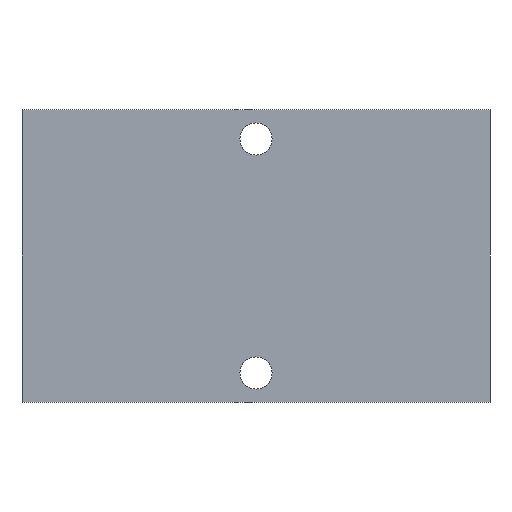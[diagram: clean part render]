
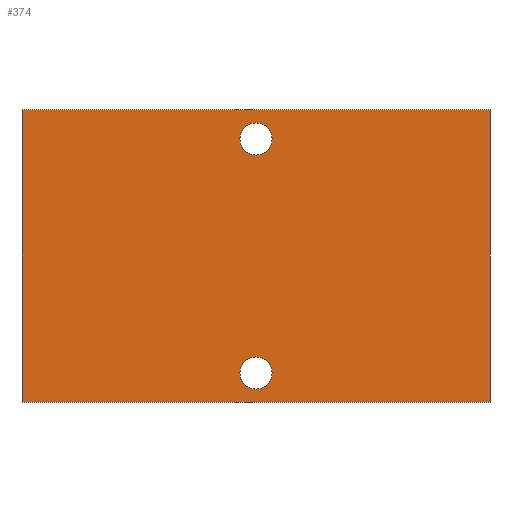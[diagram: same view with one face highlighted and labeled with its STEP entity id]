
A CAD part, front view. The second image highlights one B-rep face of the part: STEP entity #374.
In plain terms, the highlighted planar face has unit normal (0, -1, 0).
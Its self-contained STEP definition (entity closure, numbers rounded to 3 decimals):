
#18=FACE_BOUND('',#78,.T.);
#19=FACE_BOUND('',#79,.T.);
#36=PLANE('',#420);
#54=FACE_OUTER_BOUND('',#77,.T.);
#77=EDGE_LOOP('',(#309,#310,#311,#312));
#78=EDGE_LOOP('',(#313));
#79=EDGE_LOOP('',(#314));
#114=LINE('',#597,#146);
#116=LINE('',#601,#148);
#118=LINE('',#605,#150);
#120=LINE('',#608,#152);
#146=VECTOR('',#490,10.);
#148=VECTOR('',#494,10.);
#150=VECTOR('',#498,10.);
#152=VECTOR('',#502,10.);
#171=CIRCLE('',#410,2.75);
#173=CIRCLE('',#413,2.75);
#187=VERTEX_POINT('',#565);
#189=VERTEX_POINT('',#571);
#199=VERTEX_POINT('',#594);
#200=VERTEX_POINT('',#596);
#201=VERTEX_POINT('',#600);
#202=VERTEX_POINT('',#604);
#223=EDGE_CURVE('',#187,#187,#171,.T.);
#226=EDGE_CURVE('',#189,#189,#173,.T.);
#238=EDGE_CURVE('',#200,#199,#114,.T.);
#240=EDGE_CURVE('',#201,#200,#116,.T.);
#242=EDGE_CURVE('',#202,#201,#118,.T.);
#244=EDGE_CURVE('',#199,#202,#120,.T.);
#309=ORIENTED_EDGE('',*,*,#244,.T.);
#310=ORIENTED_EDGE('',*,*,#242,.T.);
#311=ORIENTED_EDGE('',*,*,#240,.T.);
#312=ORIENTED_EDGE('',*,*,#238,.T.);
#313=ORIENTED_EDGE('',*,*,#223,.T.);
#314=ORIENTED_EDGE('',*,*,#226,.T.);
#374=ADVANCED_FACE('',(#54,#18,#19),#36,.T.);
#410=AXIS2_PLACEMENT_3D('',#566,#465,#466);
#413=AXIS2_PLACEMENT_3D('',#572,#472,#473);
#420=AXIS2_PLACEMENT_3D('',#609,#503,#504);
#465=DIRECTION('center_axis',(0.,1.,0.));
#466=DIRECTION('ref_axis',(1.,0.,0.));
#472=DIRECTION('center_axis',(0.,1.,0.));
#473=DIRECTION('ref_axis',(1.,0.,0.));
#490=DIRECTION('',(0.,0.,1.));
#494=DIRECTION('',(1.,0.,0.));
#498=DIRECTION('',(0.,0.,-1.));
#502=DIRECTION('',(-1.,0.,0.));
#503=DIRECTION('center_axis',(0.,-1.,0.));
#504=DIRECTION('ref_axis',(0.,0.,-1.));
#565=CARTESIAN_POINT('',(-2.75,-68.,27.));
#566=CARTESIAN_POINT('Origin',(0.,-68.,27.));
#571=CARTESIAN_POINT('',(-2.75,-68.,-13.));
#572=CARTESIAN_POINT('Origin',(0.,-68.,-13.));
#594=CARTESIAN_POINT('',(40.,-68.,32.));
#596=CARTESIAN_POINT('',(40.,-68.,-18.));
#597=CARTESIAN_POINT('',(40.,-68.,32.));
#600=CARTESIAN_POINT('',(-40.,-68.,-18.));
#601=CARTESIAN_POINT('',(40.,-68.,-18.));
#604=CARTESIAN_POINT('',(-40.,-68.,32.));
#605=CARTESIAN_POINT('',(-40.,-68.,-18.));
#608=CARTESIAN_POINT('',(-40.,-68.,32.));
#609=CARTESIAN_POINT('Origin',(0.,-68.,7.));
